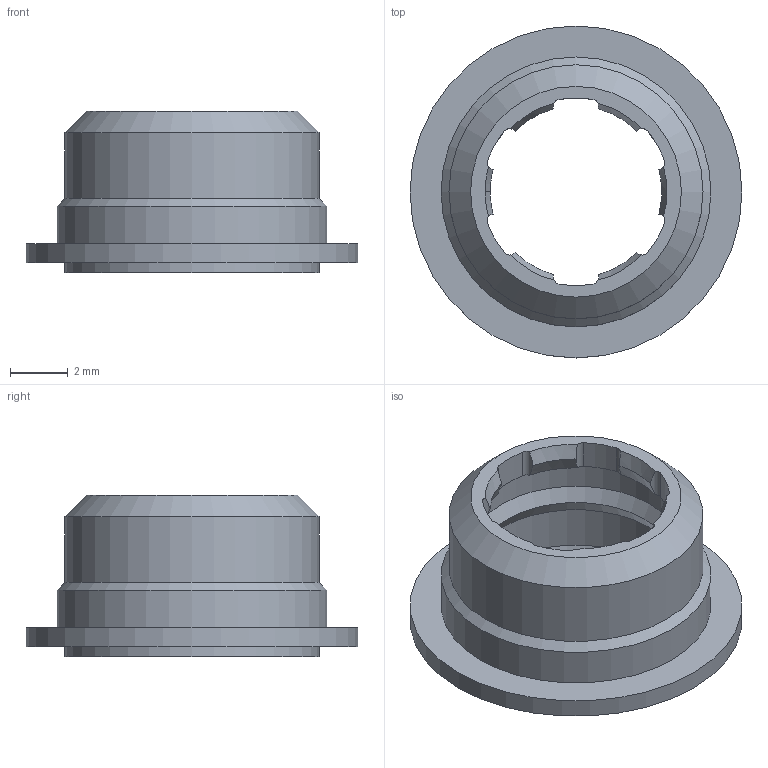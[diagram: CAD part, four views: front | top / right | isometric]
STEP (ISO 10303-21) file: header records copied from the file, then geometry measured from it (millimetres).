
FILE_DESCRIPTION(('FreeCAD Model'),'2;1');
FILE_NAME('Open CASCADE Shape Model','2025-02-08T14:42:56',('FreeCAD'),( 'FreeCAD'),'Open CASCADE STEP processor 7.7','FreeCAD','Unknown');
FILE_SCHEMA(('AUTOMOTIVE_DESIGN { 1 0 10303 214 1 1 1 1 }'));
Length unit declared in the file: millimetre
Products named in the file (1): Open CASCADE STEP translator 7.7 2
Bounding box: 11.5 x 11.5 x 5.6 mm (x, y, z)
Volume: 158 mm3; surface area: 415.8 mm2
Topology: 1 solids, 1 shells, 61 faces, 171 edges, 115 vertices
Faces by surface type: cylinder 24, cone 20, plane 17
Full cylindrical faces by diameter (mm): 7.2 x2, 8.8 x2, 9.35 x1, 11.5 x1
Entity records: 2232 total; most frequent: CARTESIAN_POINT 636, ORIENTED_EDGE 342, DIRECTION 332, EDGE_CURVE 171, AXIS2_PLACEMENT_3D 135, VERTEX_POINT 115, CIRCLE 73, FACE_BOUND 66
